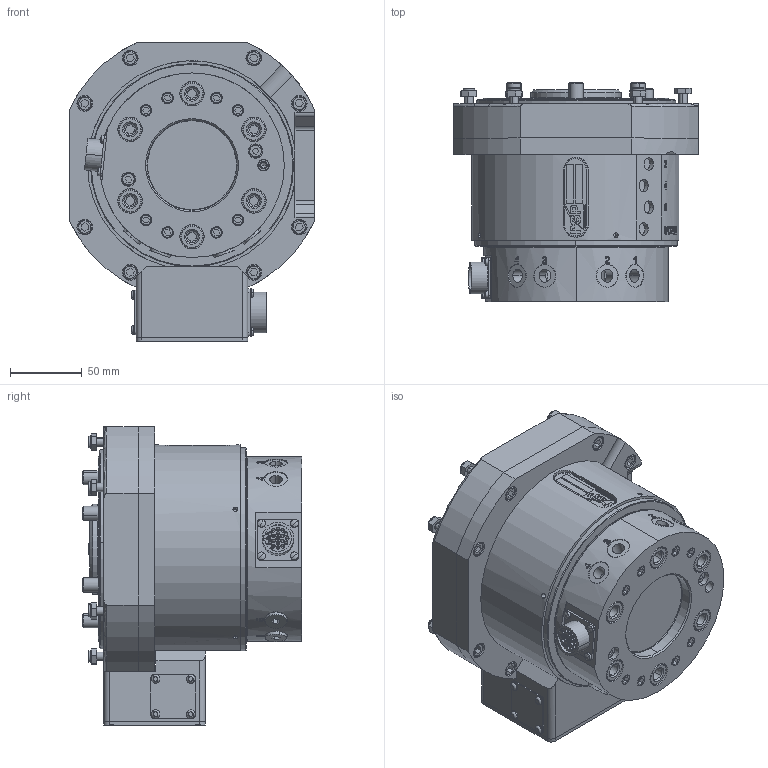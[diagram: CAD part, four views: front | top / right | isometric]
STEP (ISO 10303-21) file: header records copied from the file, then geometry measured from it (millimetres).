
FILE_DESCRIPTION (( 'STEP AP203' ), '1' );
FILE_NAME ('P1920.STEP', '2020-01-30T08:59:32', ( '' ), ( '' ), 'SwSTEP 2.0', 'SolidWorks 2017', '' );
FILE_SCHEMA (( 'CONFIG_CONTROL_DESIGN' ));
Length unit declared in the file: millimetre
Products named in the file (1): P1920
Bounding box: 171 x 153.2 x 208.49 mm (x, y, z)
Volume: 3673156.8 mm3; surface area: 444164.2 mm2
Topology: 97 solids, 97 shells, 2696 faces, 6374 edges, 4128 vertices
Faces by surface type: plane 1085, cylinder 866, bspline 358, cone 267, torus 108, sphere 12
Entity records: 114012 total; most frequent: CARTESIAN_POINT 52581, ORIENTED_EDGE 12740, DIRECTION 12181, EDGE_CURVE 6370, AXIS2_PLACEMENT_3D 4519, VERTEX_POINT 4128, EDGE_LOOP 3164, VECTOR 3143
